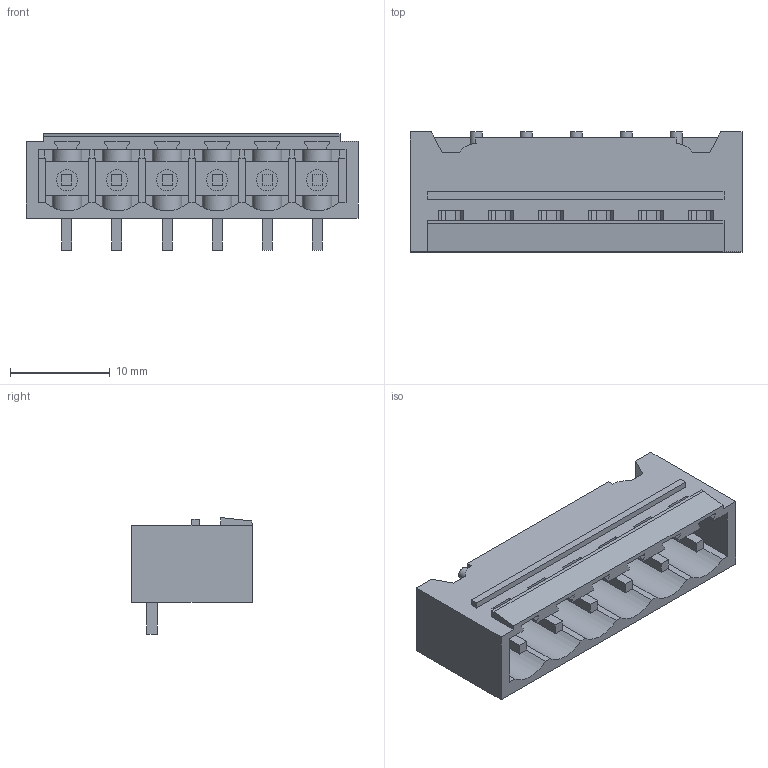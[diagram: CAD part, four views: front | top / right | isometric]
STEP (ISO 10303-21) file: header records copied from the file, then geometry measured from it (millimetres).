
FILE_DESCRIPTION(('CATIA V5 STEP Exchange','CAx-IF Rec.Pracs.--- Model Styling and Organization---1.2---2011-12-15'),'2;1');
FILE_NAME ('7592413_2_1840160000_1840160000.stp','2018-03-08T10:36:31+00:00',('none'),('Weidmueller'),'CATIA Version 5-6 Release 2014','CATIA V5 STEP AP214','none');
FILE_SCHEMA(('AUTOMOTIVE_DESIGN { 1 0 10303 214 1 1 1 1 }'));
Length unit declared in the file: millimetre
Products named in the file (1): 1840160000
Bounding box: 33.2 x 12 x 11.63 mm (x, y, z)
Volume: 1297.9 mm3; surface area: 3018.1 mm2
Topology: 7 solids, 7 shells, 489 faces, 1481 edges, 996 vertices
Faces by surface type: plane 405, cylinder 76, extrusion 8
Entity records: 15537 total; most frequent: CARTESIAN_POINT 3098, ORIENTED_EDGE 2962, DIRECTION 1977, EDGE_CURVE 1481, VECTOR 1219, LINE 1211, VERTEX_POINT 996, EDGE_LOOP 503
